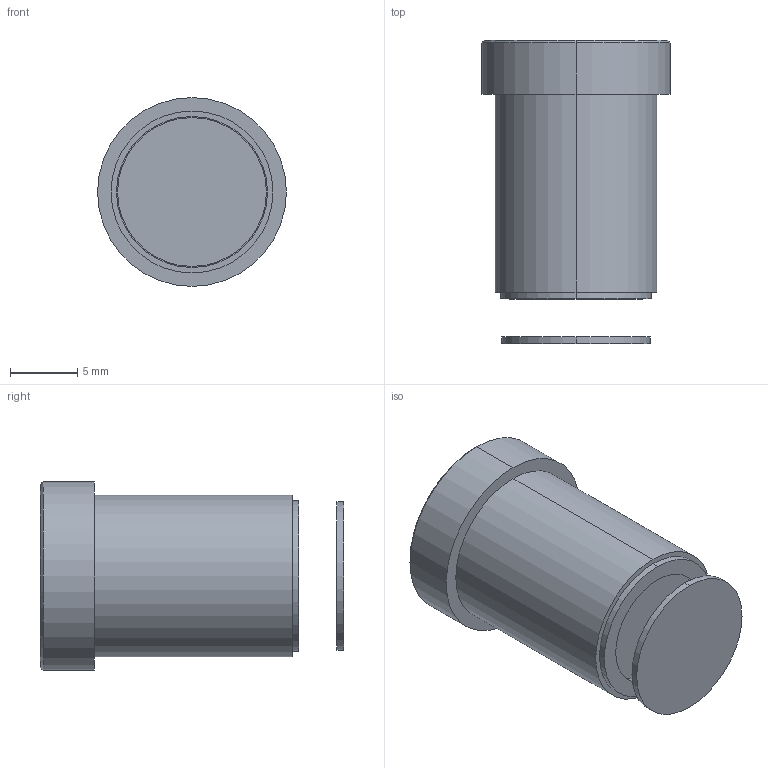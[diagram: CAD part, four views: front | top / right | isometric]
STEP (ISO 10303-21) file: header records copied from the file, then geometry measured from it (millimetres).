
FILE_DESCRIPTION (( 'STEP AP214' ), '1' );
FILE_NAME ('L017-4.3-M12.STEP', '', ( '' ), ( '' ), '', '', '' );
FILE_SCHEMA (( 'AUTOMOTIVE_DESIGN' ));
Length unit declared in the file: millimetre
Products named in the file (1): L017-4.3-M12
Bounding box: 14 x 22.5 x 14 mm (x, y, z)
Volume: 2229.5 mm3; surface area: 1303.5 mm2
Topology: 2 solids, 2 shells, 138 faces, 349 edges, 232 vertices
Faces by surface type: plane 97, bspline 26, cylinder 10, cone 4, sphere 1
Entity records: 5771 total; most frequent: CARTESIAN_POINT 2565, ORIENTED_EDGE 692, DIRECTION 546, EDGE_CURVE 346, VECTOR 268, LINE 268, VERTEX_POINT 230, EDGE_LOOP 156
